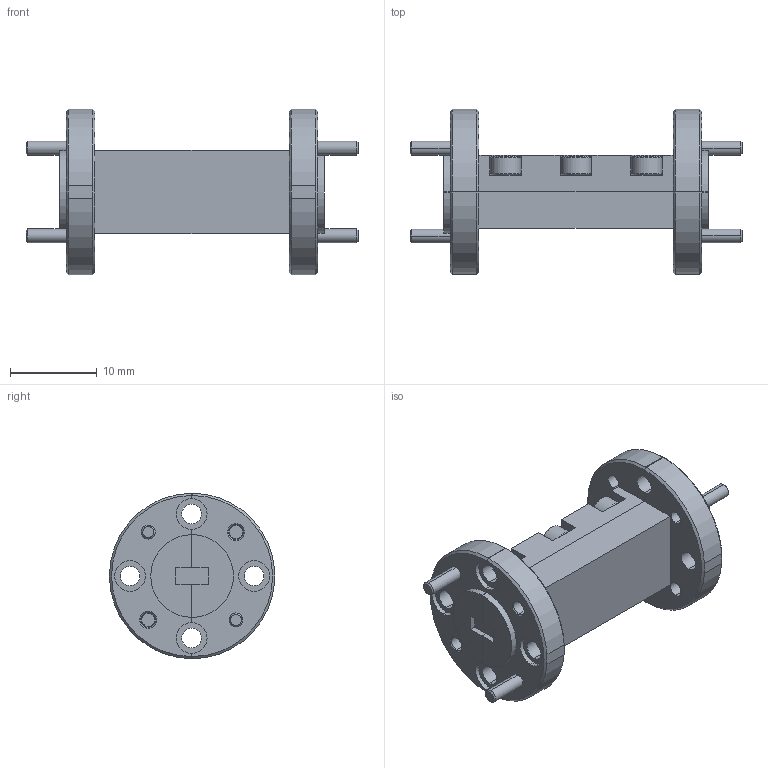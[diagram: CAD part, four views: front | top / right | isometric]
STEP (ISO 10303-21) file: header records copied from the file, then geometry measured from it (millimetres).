
FILE_DESCRIPTION (( 'STEP AP203' ), '1' );
FILE_NAME ('SWF-60302330-15-B1.STEP', '2018-05-10T00:04:28', ( '' ), ( '' ), 'SwSTEP 2.0', 'SolidWorks 2016', '' );
FILE_SCHEMA (( 'CONFIG_CONTROL_DESIGN' ));
Length unit declared in the file: inch
Products named in the file (1): SWF-60302330-15-B1
Bounding box: 38.23 x 19.02 x 19.05 mm (x, y, z)
Volume: 3583.4 mm3; surface area: 2806.1 mm2
Topology: 1 solids, 1 shells, 300 faces, 674 edges, 396 vertices
Faces by surface type: plane 116, cone 98, cylinder 86
Entity records: 8525 total; most frequent: CARTESIAN_POINT 1641, DIRECTION 1500, ORIENTED_EDGE 1348, EDGE_CURVE 674, AXIS2_PLACEMENT_3D 579, VERTEX_POINT 396, EDGE_LOOP 344, LINE 342
